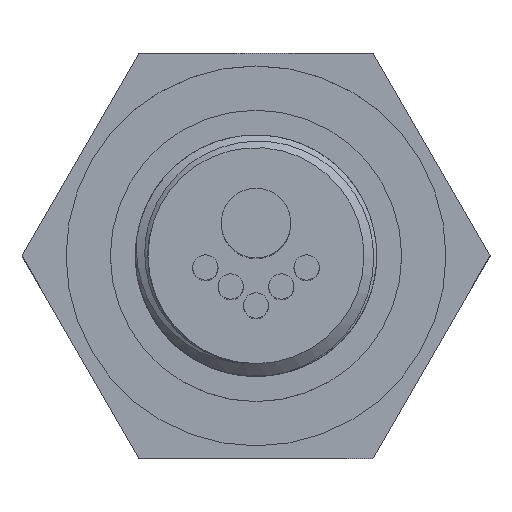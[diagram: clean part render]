
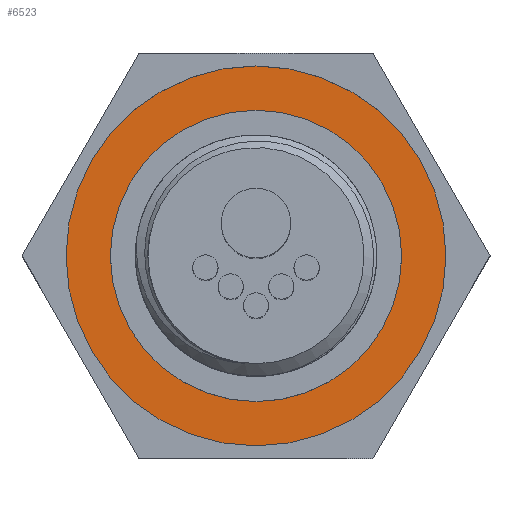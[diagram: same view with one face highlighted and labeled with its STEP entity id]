
A CAD part, top view. The second image highlights one B-rep face of the part: STEP entity #6523.
In plain terms, the highlighted planar face has unit normal (0, 0, 1).
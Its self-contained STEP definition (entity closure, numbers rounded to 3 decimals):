
#119=FACE_BOUND($,#1388,.T.);
#120=FACE_BOUND($,#1389,.T.);
#1388=EDGE_LOOP($,(#5899));
#1389=EDGE_LOOP($,(#5900));
#1449=CIRCLE($,#6794,11.5);
#1451=CIRCLE($,#6797,15.);
#3162=VERTEX_POINT($,#13997);
#3164=VERTEX_POINT($,#14002);
#4077=EDGE_CURVE($,#3162,#3162,#1449,.T.);
#4079=EDGE_CURVE($,#3164,#3164,#1451,.T.);
#5899=ORIENTED_EDGE($,*,*,#4077,.F.);
#5900=ORIENTED_EDGE($,*,*,#4079,.T.);
#6089=PLANE($,#6799);
#6523=ADVANCED_FACE($,(#119,#120),#6089,.F.);
#6794=AXIS2_PLACEMENT_3D($,#13998,#7873,#7874);
#6797=AXIS2_PLACEMENT_3D($,#14003,#7879,#7880);
#6799=AXIS2_PLACEMENT_3D($,#14006,#7883,#7884);
#7873=DIRECTION('center_axis',(0.,0.,1.));
#7874=DIRECTION('ref_axis',(-1.,0.,0.));
#7879=DIRECTION('center_axis',(0.,0.,1.));
#7880=DIRECTION('ref_axis',(-1.,0.,0.));
#7883=DIRECTION('center_axis',(0.,0.,-1.));
#7884=DIRECTION('ref_axis',(-1.,0.,0.));
#13997=CARTESIAN_POINT('',(11.5,0.,7.18));
#13998=CARTESIAN_POINT('Origin',(0.,0.,7.18));
#14002=CARTESIAN_POINT('',(15.,0.,7.18));
#14003=CARTESIAN_POINT('Origin',(0.,0.,7.18));
#14006=CARTESIAN_POINT('Origin',(0.,0.,7.18));
